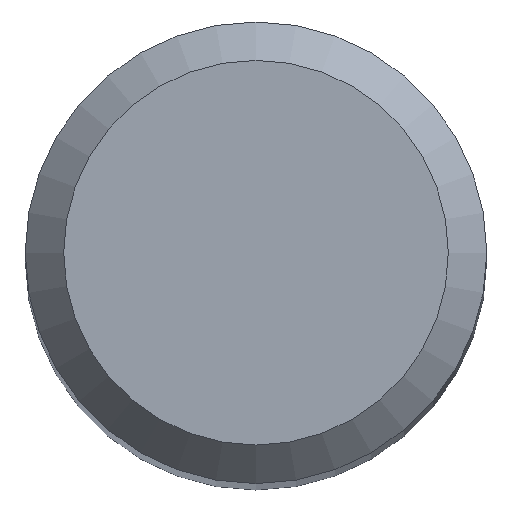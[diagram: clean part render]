
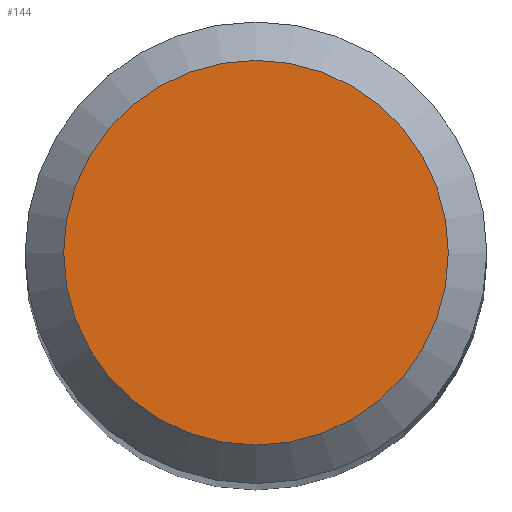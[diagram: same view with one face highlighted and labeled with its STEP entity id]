
A CAD part, top view. The second image highlights one B-rep face of the part: STEP entity #144.
In plain terms, the highlighted planar face has unit normal (0, 0, 1).
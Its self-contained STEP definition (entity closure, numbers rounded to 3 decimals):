
#15 = VERTEX_POINT ( 'NONE', #99 ) ;
#17 = DIRECTION ( 'NONE',  ( 0., 1., 0. ) ) ;
#25 = DIRECTION ( 'NONE',  ( 0., 0., -1. ) ) ;
#49 = DIRECTION ( 'NONE',  ( 0., 0., -1. ) ) ;
#64 = FACE_OUTER_BOUND ( 'NONE', #145, .T. ) ;
#67 = EDGE_CURVE ( 'NONE', #15, #15, #167, .T. ) ;
#69 = CARTESIAN_POINT ( 'NONE',  ( 0., 0., 66. ) ) ;
#99 = CARTESIAN_POINT ( 'NONE',  ( 0., 2.5, 66. ) ) ;
#144 = ADVANCED_FACE ( 'NONE', ( #64 ), #228, .F. ) ;
#145 = EDGE_LOOP ( 'NONE', ( #249 ) ) ;
#149 = DIRECTION ( 'NONE',  ( 0., 1., 0. ) ) ;
#151 = AXIS2_PLACEMENT_3D ( 'NONE', #69, #25, #149 ) ;
#160 = AXIS2_PLACEMENT_3D ( 'NONE', #197, #49, #17 ) ;
#167 = CIRCLE ( 'NONE', #151, 2.5 ) ;
#197 = CARTESIAN_POINT ( 'NONE',  ( 0., 0., 66. ) ) ;
#228 = PLANE ( 'NONE',  #160 ) ;
#249 = ORIENTED_EDGE ( 'NONE', *, *, #67, .F. ) ;
